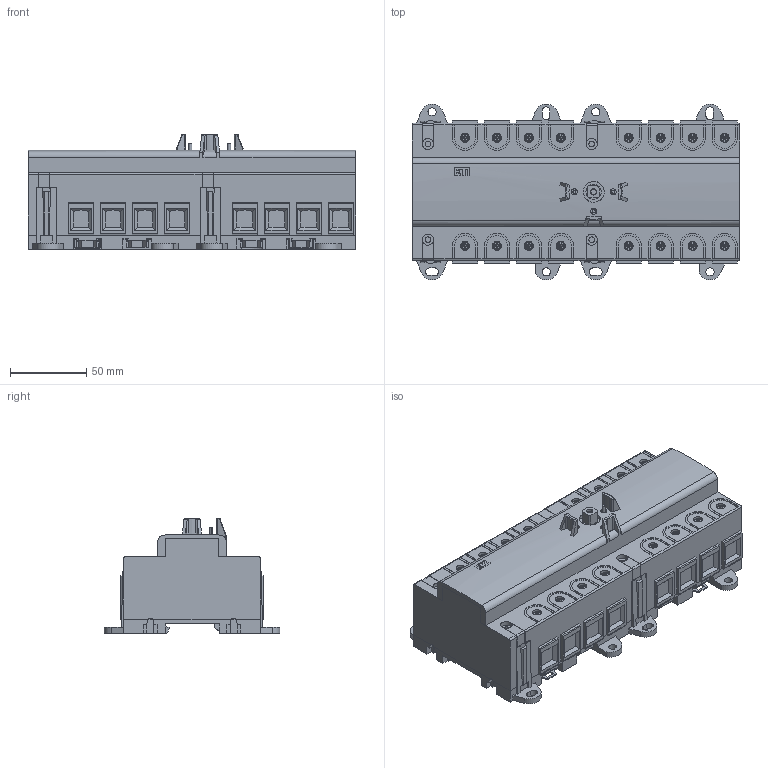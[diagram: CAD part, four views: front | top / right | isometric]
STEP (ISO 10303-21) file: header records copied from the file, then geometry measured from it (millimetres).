
FILE_DESCRIPTION((''),'2;1');
FILE_NAME('ASM0001_ASM','2023-10-04T09:30:14',('klemen.sitar'),('Audax d.o.o.'),'CREO PARAMETRIC BY PTC INC, 2021304','CREO PARAMETRIC BY PTC INC, 2021304','');
FILE_SCHEMA(('AP242_MANAGED_MODEL_BASED_3D_ENGINEERING_MIM_LF { 1 0 10303 442 1 1 4 }'));
Length unit declared in the file: millimetre
Products named in the file (9): WU; PRT0008; WO; PRT0009; PRT0011; PRT0022; TYPE_1___FI-5_78MM; ETI_LOGO_9_9X5_78MM; ASM0001_ASM
Assembly tree (23 placements, depth 2):
  ASM0001_ASM
    WU
    PRT0008
    WO
    PRT0009
    PRT0011
    PRT0022
    TYPE_1___FI-5_78MM  x16
    ETI_LOGO_9_9X5_78MM
Bounding box: 215 x 115.4 x 75.25 mm (x, y, z)
Volume: 1065347.3 mm3; surface area: 170944.4 mm2
Topology: 26 solids, 26 shells, 1991 faces, 5416 edges, 3532 vertices
Faces by surface type: plane 1278, cylinder 451, cone 128, bspline 66, sphere 32, torus 32, extrusion 4
Entity records: 64270 total; most frequent: CARTESIAN_POINT 9214, ORIENTED_EDGE 7138, DIRECTION 6687, PRESENTATION_STYLE_ASSIGNMENT 4887, STYLED_ITEM 4887, CURVE_STYLE 3573, EDGE_CURVE 3569, VECTOR 2823
